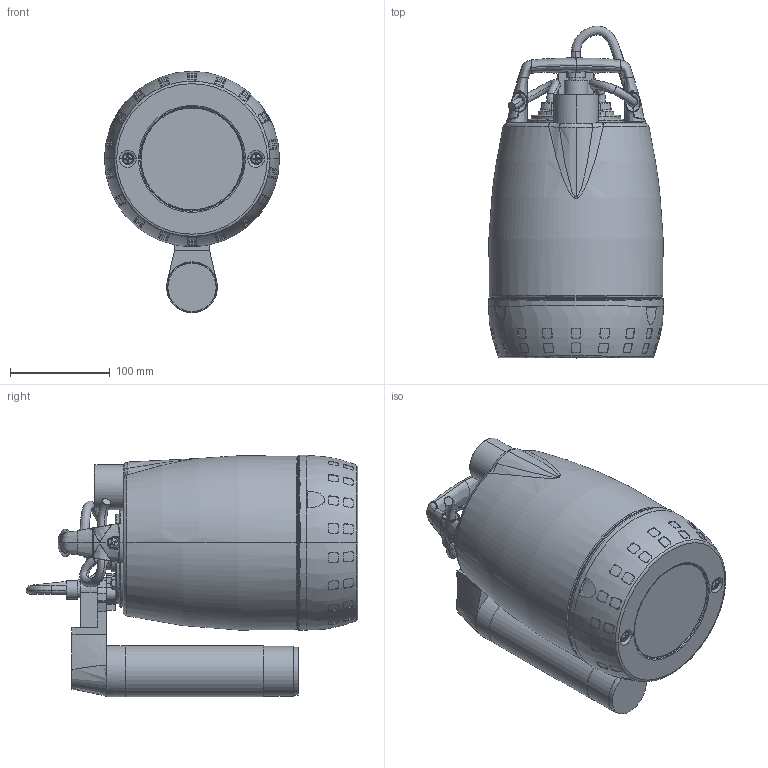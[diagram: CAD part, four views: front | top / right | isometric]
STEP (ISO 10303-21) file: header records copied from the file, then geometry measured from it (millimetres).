
FILE_DESCRIPTION (( 'STEP AP214' ), '1' );
FILE_NAME ('4_93_388_04_REV00.step', '2022-06-17T15:18:11', ( '' ), ( '' ), 'SwSTEP 2.0', 'SolidWorks 2020', '' );
FILE_SCHEMA (( 'AUTOMOTIVE_DESIGN' ));
Length unit declared in the file: millimetre
Products named in the file (6): Copia di Filtro^Copia di Copia di 4_93_388_06_REV00_4_93_388_04_REV00; Copia di Copia di 4_93_388_03_REV00^4_93_388_04_REV00; Copia di Copia di 4_93_388_06_REV00^4_93_388_04_REV00; Copia di 182167^Copia di Copia di 4_93_388_06_REV00_4_93_388_04_REV00; 4_93_388_04_REV00; Copia di 4_93_388_03_REV00^Copia di Copia di 4_93_388_03_REV00_4_93_388_04_REV00
Assembly tree (5 placements, depth 3):
  4_93_388_04_REV00
    Copia di Copia di 4_93_388_06_REV00^4_93_388_04_REV00
      Copia di 182167^Copia di Copia di 4_93_388_06_REV00_4_93_388_04_REV00
      Copia di Filtro^Copia di Copia di 4_93_388_06_REV00_4_93_388_04_REV00
    Copia di Copia di 4_93_388_03_REV00^4_93_388_04_REV00
      Copia di 4_93_388_03_REV00^Copia di Copia di 4_93_388_03_REV00_4_93_388_04_REV00
Bounding box: 176 x 333.58 x 242.5 mm (x, y, z)
Volume: 6249051.5 mm3; surface area: 366950 mm2
Topology: 18 solids, 18 shells, 1989 faces, 4825 edges, 2930 vertices
Faces by surface type: bspline 728, plane 574, cylinder 522, cone 77, torus 68, sphere 20
Entity records: 257681 total; most frequent: CARTESIAN_POINT 218432, ORIENTED_EDGE 9614, DIRECTION 5235, EDGE_CURVE 4807, VERTEX_POINT 2928, B_SPLINE_CURVE_WITH_KNOTS 2696, EDGE_LOOP 2079, FACE_OUTER_BOUND 1989
